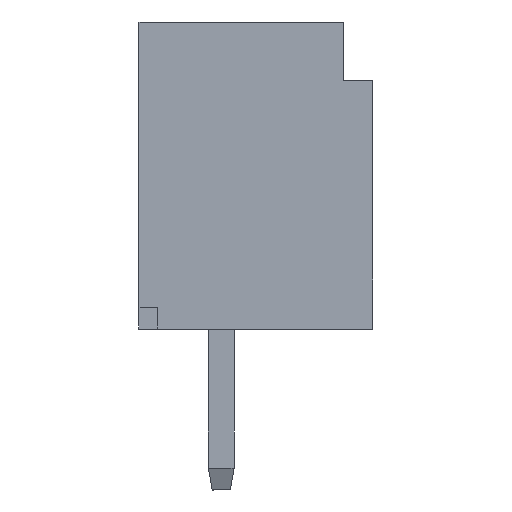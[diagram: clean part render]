
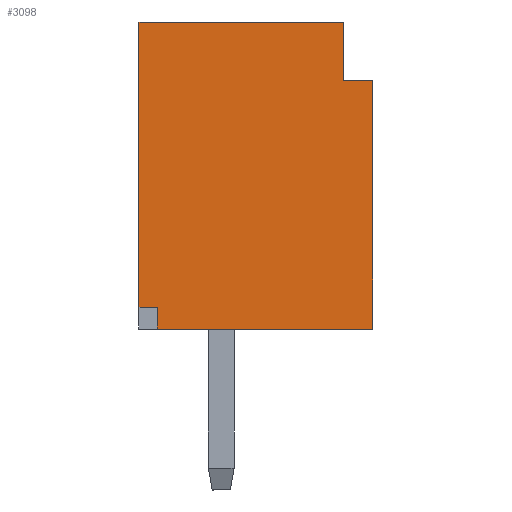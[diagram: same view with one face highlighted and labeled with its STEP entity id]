
A CAD part, left-side view. The second image highlights one B-rep face of the part: STEP entity #3098.
In plain terms, the highlighted planar face has unit normal (-1, 0, 0).
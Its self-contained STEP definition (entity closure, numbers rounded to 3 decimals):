
#153 = EDGE_LOOP ( 'NONE', ( #6337, #5045, #1564, #4184, #2703, #6294, #8027, #3864 ) ) ;
#279 = DIRECTION ( 'NONE',  ( 0., 0., -1. ) ) ;
#433 = CARTESIAN_POINT ( 'NONE',  ( -4., 1.6, -2.1 ) ) ;
#730 = CARTESIAN_POINT ( 'NONE',  ( -4., 1.6, 2.1 ) ) ;
#789 = LINE ( 'NONE', #3680, #2097 ) ;
#824 = PLANE ( 'NONE',  #7656 ) ;
#1135 = CARTESIAN_POINT ( 'NONE',  ( -4., 1.35, 0. ) ) ;
#1411 = CARTESIAN_POINT ( 'NONE',  ( -4., -1.2, 2.1 ) ) ;
#1413 = VECTOR ( 'NONE', #8169, 1000. ) ;
#1447 = CARTESIAN_POINT ( 'NONE',  ( -4., 0., 0. ) ) ;
#1564 = ORIENTED_EDGE ( 'NONE', *, *, #7504, .F. ) ;
#1661 = VERTEX_POINT ( 'NONE', #6228 ) ;
#2097 = VECTOR ( 'NONE', #5561, 1000. ) ;
#2115 = LINE ( 'NONE', #3650, #1413 ) ;
#2311 = VECTOR ( 'NONE', #6740, 1000. ) ;
#2400 = DIRECTION ( 'NONE',  ( 0., 0., 1. ) ) ;
#2423 = CARTESIAN_POINT ( 'NONE',  ( -4., -1.2, 1.3 ) ) ;
#2437 = EDGE_CURVE ( 'NONE', #7810, #3635, #8158, .T. ) ;
#2461 = EDGE_CURVE ( 'NONE', #6653, #5026, #2115, .T. ) ;
#2501 = CARTESIAN_POINT ( 'NONE',  ( -4., 1.6, -1.8 ) ) ;
#2618 = VECTOR ( 'NONE', #2400, 1000. ) ;
#2703 = ORIENTED_EDGE ( 'NONE', *, *, #5571, .F. ) ;
#3098 = ADVANCED_FACE ( 'NONE', ( #6724 ), #824, .F. ) ;
#3331 = EDGE_CURVE ( 'NONE', #7267, #7810, #6017, .T. ) ;
#3449 = CARTESIAN_POINT ( 'NONE',  ( -4., 1.35, -2.1 ) ) ;
#3635 = VERTEX_POINT ( 'NONE', #3666 ) ;
#3650 = CARTESIAN_POINT ( 'NONE',  ( -4., 0., -2.1 ) ) ;
#3666 = CARTESIAN_POINT ( 'NONE',  ( -4., 1.6, 2.1 ) ) ;
#3680 = CARTESIAN_POINT ( 'NONE',  ( -4., 0., 1.3 ) ) ;
#3703 = CARTESIAN_POINT ( 'NONE',  ( -4., -1.2, 0. ) ) ;
#3864 = ORIENTED_EDGE ( 'NONE', *, *, #8013, .F. ) ;
#4184 = ORIENTED_EDGE ( 'NONE', *, *, #6507, .F. ) ;
#4363 = CARTESIAN_POINT ( 'NONE',  ( -4., 0., -1.8 ) ) ;
#4365 = LINE ( 'NONE', #730, #7373 ) ;
#4397 = VECTOR ( 'NONE', #6218, 1000. ) ;
#4419 = CARTESIAN_POINT ( 'NONE',  ( -4., 1.35, -1.8 ) ) ;
#4552 = LINE ( 'NONE', #3703, #7345 ) ;
#4676 = VERTEX_POINT ( 'NONE', #2423 ) ;
#5026 = VERTEX_POINT ( 'NONE', #3449 ) ;
#5045 = ORIENTED_EDGE ( 'NONE', *, *, #6670, .F. ) ;
#5352 = DIRECTION ( 'NONE',  ( 0., -1., 0. ) ) ;
#5561 = DIRECTION ( 'NONE',  ( 0., -1., 0. ) ) ;
#5571 = EDGE_CURVE ( 'NONE', #3635, #6211, #4365, .T. ) ;
#5609 = VECTOR ( 'NONE', #5818, 1000. ) ;
#5818 = DIRECTION ( 'NONE',  ( 0., 1., 0. ) ) ;
#6017 = LINE ( 'NONE', #4363, #5609 ) ;
#6065 = CARTESIAN_POINT ( 'NONE',  ( -4., -1.6, -2.1 ) ) ;
#6095 = DIRECTION ( 'NONE',  ( 1., 0., 0. ) ) ;
#6211 = VERTEX_POINT ( 'NONE', #1411 ) ;
#6218 = DIRECTION ( 'NONE',  ( 0., 0., 1. ) ) ;
#6228 = CARTESIAN_POINT ( 'NONE',  ( -4., -1.6, 1.3 ) ) ;
#6274 = DIRECTION ( 'NONE',  ( 0., 0., -1. ) ) ;
#6294 = ORIENTED_EDGE ( 'NONE', *, *, #2437, .F. ) ;
#6337 = ORIENTED_EDGE ( 'NONE', *, *, #2461, .F. ) ;
#6507 = EDGE_CURVE ( 'NONE', #6211, #4676, #4552, .T. ) ;
#6653 = VERTEX_POINT ( 'NONE', #6065 ) ;
#6670 = EDGE_CURVE ( 'NONE', #1661, #6653, #7161, .T. ) ;
#6724 = FACE_OUTER_BOUND ( 'NONE', #153, .T. ) ;
#6740 = DIRECTION ( 'NONE',  ( 0., 0., -1. ) ) ;
#7161 = LINE ( 'NONE', #7341, #2311 ) ;
#7267 = VERTEX_POINT ( 'NONE', #4419 ) ;
#7341 = CARTESIAN_POINT ( 'NONE',  ( -4., -1.6, 0. ) ) ;
#7345 = VECTOR ( 'NONE', #6274, 1000. ) ;
#7373 = VECTOR ( 'NONE', #5352, 1000. ) ;
#7406 = LINE ( 'NONE', #1135, #4397 ) ;
#7504 = EDGE_CURVE ( 'NONE', #4676, #1661, #789, .T. ) ;
#7656 = AXIS2_PLACEMENT_3D ( 'NONE', #1447, #6095, #279 ) ;
#7810 = VERTEX_POINT ( 'NONE', #2501 ) ;
#8013 = EDGE_CURVE ( 'NONE', #5026, #7267, #7406, .T. ) ;
#8027 = ORIENTED_EDGE ( 'NONE', *, *, #3331, .F. ) ;
#8158 = LINE ( 'NONE', #433, #2618 ) ;
#8169 = DIRECTION ( 'NONE',  ( 0., 1., 0. ) ) ;
